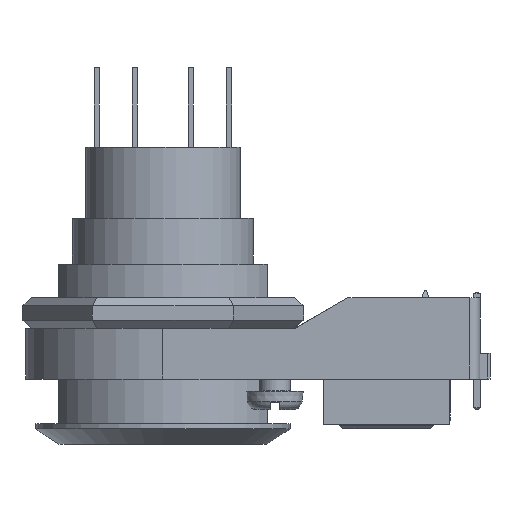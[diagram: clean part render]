
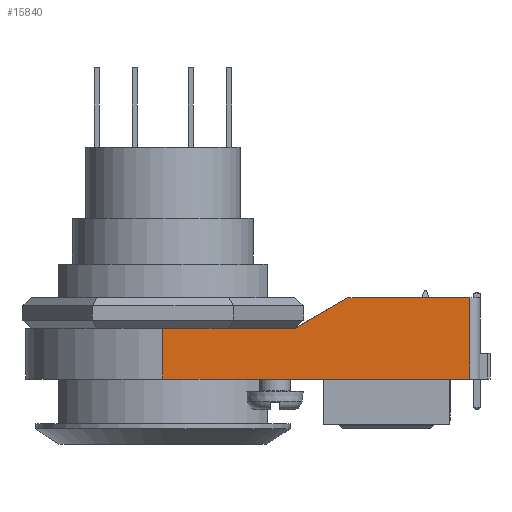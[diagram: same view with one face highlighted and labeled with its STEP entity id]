
A CAD part, left-side view. The second image highlights one B-rep face of the part: STEP entity #15840.
In plain terms, the highlighted planar face has unit normal (-1, 0, 0).
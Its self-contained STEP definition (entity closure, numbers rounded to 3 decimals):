
#15422 = VERTEX_POINT('',#15423);
#15423 = CARTESIAN_POINT('',(-15.5,-30.15,0.));
#15430 = EDGE_CURVE('',#15422,#15431,#15433,.T.);
#15431 = VERTEX_POINT('',#15432);
#15432 = CARTESIAN_POINT('',(-15.5,0.,0.));
#15433 = LINE('',#15434,#15435);
#15434 = CARTESIAN_POINT('',(-15.5,-31.15,0.));
#15435 = VECTOR('',#15436,1.);
#15436 = DIRECTION('',(0.,1.,0.));
#15795 = EDGE_CURVE('',#15422,#15796,#15798,.T.);
#15796 = VERTEX_POINT('',#15797);
#15797 = CARTESIAN_POINT('',(-15.5,-30.15,8.));
#15798 = LINE('',#15799,#15800);
#15799 = CARTESIAN_POINT('',(-15.5,-30.15,0.));
#15800 = VECTOR('',#15801,1.);
#15801 = DIRECTION('',(0.,0.,1.));
#15840 = ADVANCED_FACE('',(#15841),#15875,.T.);
#15841 = FACE_BOUND('',#15842,.T.);
#15842 = EDGE_LOOP('',(#15843,#15844,#15845,#15853,#15861,#15869));
#15843 = ORIENTED_EDGE('',*,*,#15430,.F.);
#15844 = ORIENTED_EDGE('',*,*,#15795,.T.);
#15845 = ORIENTED_EDGE('',*,*,#15846,.T.);
#15846 = EDGE_CURVE('',#15796,#15847,#15849,.T.);
#15847 = VERTEX_POINT('',#15848);
#15848 = CARTESIAN_POINT('',(-15.5,-18.196,8.));
#15849 = LINE('',#15850,#15851);
#15850 = CARTESIAN_POINT('',(-15.5,-31.15,8.));
#15851 = VECTOR('',#15852,1.);
#15852 = DIRECTION('',(0.,1.,0.));
#15853 = ORIENTED_EDGE('',*,*,#15854,.T.);
#15854 = EDGE_CURVE('',#15847,#15855,#15857,.T.);
#15855 = VERTEX_POINT('',#15856);
#15856 = CARTESIAN_POINT('',(-15.5,-13.,5.));
#15857 = LINE('',#15858,#15859);
#15858 = CARTESIAN_POINT('',(-15.5,-20.023,9.055));
#15859 = VECTOR('',#15860,1.);
#15860 = DIRECTION('',(0.,0.866,-0.5));
#15861 = ORIENTED_EDGE('',*,*,#15862,.F.);
#15862 = EDGE_CURVE('',#15863,#15855,#15865,.T.);
#15863 = VERTEX_POINT('',#15864);
#15864 = CARTESIAN_POINT('',(-15.5,0.,5.));
#15865 = LINE('',#15866,#15867);
#15866 = CARTESIAN_POINT('',(-15.5,13.5,5.));
#15867 = VECTOR('',#15868,1.);
#15868 = DIRECTION('',(0.,-1.,0.));
#15869 = ORIENTED_EDGE('',*,*,#15870,.F.);
#15870 = EDGE_CURVE('',#15431,#15863,#15871,.T.);
#15871 = LINE('',#15872,#15873);
#15872 = CARTESIAN_POINT('',(-15.5,0.,0.));
#15873 = VECTOR('',#15874,1.);
#15874 = DIRECTION('',(0.,0.,1.));
#15875 = PLANE('',#15876);
#15876 = AXIS2_PLACEMENT_3D('',#15877,#15878,#15879);
#15877 = CARTESIAN_POINT('',(-15.5,-31.15,0.));
#15878 = DIRECTION('',(-1.,0.,0.));
#15879 = DIRECTION('',(0.,1.,0.));
